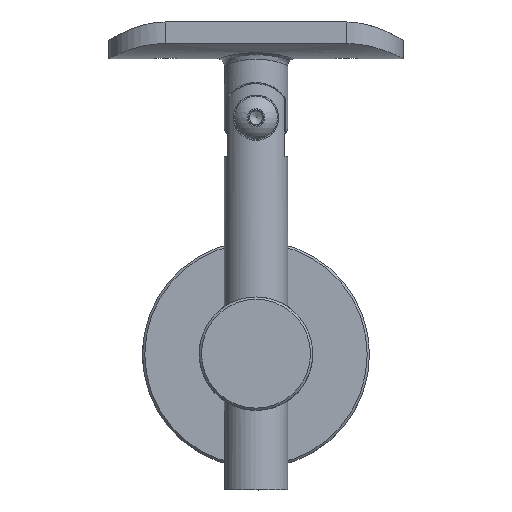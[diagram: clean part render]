
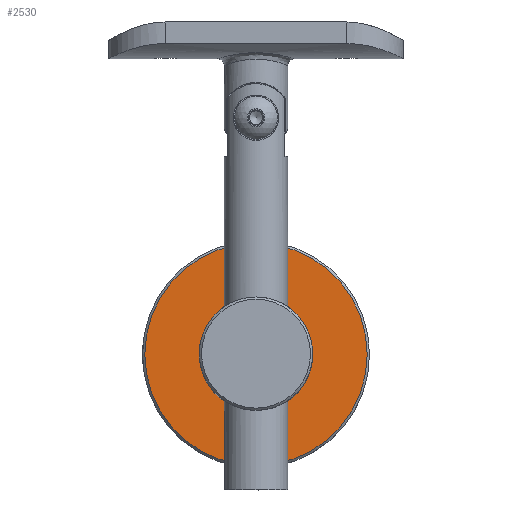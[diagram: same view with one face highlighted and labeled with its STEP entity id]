
A CAD part, top view. The second image highlights one B-rep face of the part: STEP entity #2530.
In plain terms, the highlighted planar face has unit normal (0, 0, 1).
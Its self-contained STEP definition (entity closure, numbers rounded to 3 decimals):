
#455 = EDGE_CURVE ( 'NONE', #10564, #10564, #14145, .T. ) ;
#990 = CARTESIAN_POINT ( 'NONE',  ( 24.5, 0., 5. ) ) ;
#1507 = AXIS2_PLACEMENT_3D ( 'NONE', #10251, #5082, #17228 ) ;
#2530 = ADVANCED_FACE ( 'NONE', ( #18701, #8389 ), #14854, .T. ) ;
#5082 = DIRECTION ( 'NONE',  ( 0., 0., 1. ) ) ;
#5160 = EDGE_LOOP ( 'NONE', ( #11001 ) ) ;
#6357 = DIRECTION ( 'NONE',  ( 0., 0., 1. ) ) ;
#7667 = DIRECTION ( 'NONE',  ( 1., 0., 0. ) ) ;
#8389 = FACE_BOUND ( 'NONE', #5160, .T. ) ;
#10251 = CARTESIAN_POINT ( 'NONE',  ( 0., 0., 5. ) ) ;
#10564 = VERTEX_POINT ( 'NONE', #16722 ) ;
#11001 = ORIENTED_EDGE ( 'NONE', *, *, #455, .F. ) ;
#11053 = EDGE_LOOP ( 'NONE', ( #14990 ) ) ;
#12026 = AXIS2_PLACEMENT_3D ( 'NONE', #21323, #14639, #7667 ) ;
#14145 = CIRCLE ( 'NONE', #1507, 12.5 ) ;
#14639 = DIRECTION ( 'NONE',  ( 0., 0., 1. ) ) ;
#14854 = PLANE ( 'NONE',  #15408 ) ;
#14990 = ORIENTED_EDGE ( 'NONE', *, *, #19125, .T. ) ;
#15408 = AXIS2_PLACEMENT_3D ( 'NONE', #16756, #6357, #18488 ) ;
#16722 = CARTESIAN_POINT ( 'NONE',  ( 12.5, 0., 5. ) ) ;
#16756 = CARTESIAN_POINT ( 'NONE',  ( 0., 0., 5. ) ) ;
#17228 = DIRECTION ( 'NONE',  ( 1., 0., 0. ) ) ;
#18488 = DIRECTION ( 'NONE',  ( 1., 0., 0. ) ) ;
#18701 = FACE_OUTER_BOUND ( 'NONE', #11053, .T. ) ;
#19125 = EDGE_CURVE ( 'NONE', #21657, #21657, #19517, .T. ) ;
#19517 = CIRCLE ( 'NONE', #12026, 24.5 ) ;
#21323 = CARTESIAN_POINT ( 'NONE',  ( 0., 0., 5. ) ) ;
#21657 = VERTEX_POINT ( 'NONE', #990 ) ;
